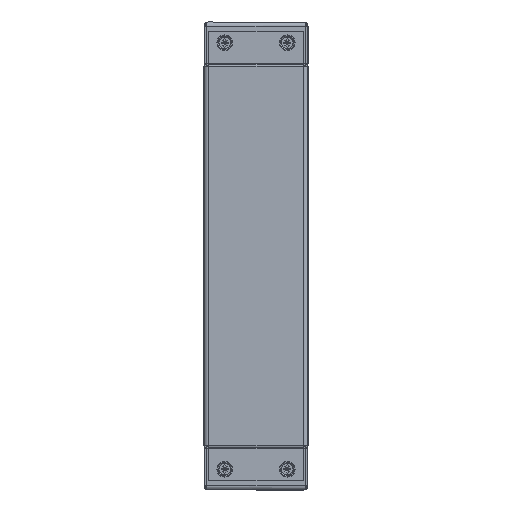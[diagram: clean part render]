
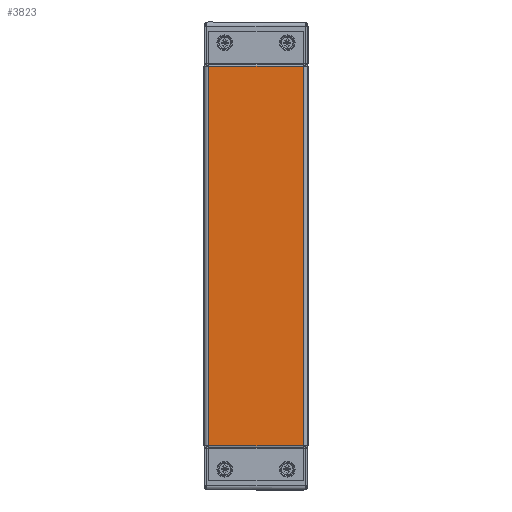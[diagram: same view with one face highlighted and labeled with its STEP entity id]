
A CAD part, left-side view. The second image highlights one B-rep face of the part: STEP entity #3823.
In plain terms, the highlighted face is planar.
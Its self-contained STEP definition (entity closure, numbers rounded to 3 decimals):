
#9 = ORIENTED_EDGE ( 'NONE', *, *, #645, .F. ) ;
#214 = AXIS2_PLACEMENT_3D ( 'NONE', #3483, #9195, #4897 ) ;
#540 = VERTEX_POINT ( 'NONE', #8430 ) ;
#645 = EDGE_CURVE ( 'NONE', #2486, #2384, #6250, .T. ) ;
#789 = CARTESIAN_POINT ( 'NONE',  ( 182.5, -45.241, 0. ) ) ;
#793 = DIRECTION ( 'NONE',  ( -1., 0., 0. ) ) ;
#887 = DIRECTION ( 'NONE',  ( 1., 0., 0. ) ) ;
#976 = LINE ( 'NONE', #1384, #7675 ) ;
#1001 = CARTESIAN_POINT ( 'NONE',  ( 182.5, 50., 0. ) ) ;
#1108 = DIRECTION ( 'NONE',  ( 0., 1., 0. ) ) ;
#1203 = LINE ( 'NONE', #1428, #5772 ) ;
#1246 = ORIENTED_EDGE ( 'NONE', *, *, #4132, .T. ) ;
#1281 = LINE ( 'NONE', #7537, #6186 ) ;
#1307 = CARTESIAN_POINT ( 'NONE',  ( 182.5, -46., 0. ) ) ;
#1321 = LINE ( 'NONE', #3750, #5316 ) ;
#1384 = CARTESIAN_POINT ( 'NONE',  ( -182.5, 50., 0. ) ) ;
#1402 = ORIENTED_EDGE ( 'NONE', *, *, #3667, .T. ) ;
#1428 = CARTESIAN_POINT ( 'NONE',  ( -182.5, 50., 0. ) ) ;
#1854 = LINE ( 'NONE', #1001, #6861 ) ;
#1908 = VERTEX_POINT ( 'NONE', #2837 ) ;
#2143 = CARTESIAN_POINT ( 'NONE',  ( -182.5, -46., 0. ) ) ;
#2258 = CARTESIAN_POINT ( 'NONE',  ( 216., 46., 0. ) ) ;
#2384 = VERTEX_POINT ( 'NONE', #1307 ) ;
#2486 = VERTEX_POINT ( 'NONE', #789 ) ;
#2511 = VECTOR ( 'NONE', #4488, 1000. ) ;
#2754 = CARTESIAN_POINT ( 'NONE',  ( 182.5, -50., 0. ) ) ;
#2837 = CARTESIAN_POINT ( 'NONE',  ( 182.5, 45.241, 0. ) ) ;
#3136 = ORIENTED_EDGE ( 'NONE', *, *, #6829, .F. ) ;
#3483 = CARTESIAN_POINT ( 'NONE',  ( 216., 50., 0. ) ) ;
#3533 = EDGE_CURVE ( 'NONE', #540, #5773, #7594, .T. ) ;
#3608 = DIRECTION ( 'NONE',  ( 0., 1., 0. ) ) ;
#3667 = EDGE_CURVE ( 'NONE', #5358, #2384, #1321, .T. ) ;
#3750 = CARTESIAN_POINT ( 'NONE',  ( -216., -46., 0. ) ) ;
#3787 = VERTEX_POINT ( 'NONE', #7105 ) ;
#3823 = ADVANCED_FACE ( 'NONE', ( #9056 ), #8529, .F. ) ;
#3995 = ORIENTED_EDGE ( 'NONE', *, *, #5468, .F. ) ;
#4132 = EDGE_CURVE ( 'NONE', #8294, #3787, #1203, .T. ) ;
#4488 = DIRECTION ( 'NONE',  ( 0., -1., 0. ) ) ;
#4897 = DIRECTION ( 'NONE',  ( -1., 0., 0. ) ) ;
#5035 = LINE ( 'NONE', #8848, #2511 ) ;
#5316 = VECTOR ( 'NONE', #887, 1000. ) ;
#5358 = VERTEX_POINT ( 'NONE', #2143 ) ;
#5468 = EDGE_CURVE ( 'NONE', #8294, #5773, #976, .T. ) ;
#5636 = ORIENTED_EDGE ( 'NONE', *, *, #7324, .F. ) ;
#5772 = VECTOR ( 'NONE', #7254, 1000. ) ;
#5773 = VERTEX_POINT ( 'NONE', #6231 ) ;
#5991 = DIRECTION ( 'NONE',  ( 0., -1., 0. ) ) ;
#6111 = CARTESIAN_POINT ( 'NONE',  ( -182.5, 45.241, 0. ) ) ;
#6186 = VECTOR ( 'NONE', #1108, 1000. ) ;
#6231 = CARTESIAN_POINT ( 'NONE',  ( -182.5, 46., 0. ) ) ;
#6250 = LINE ( 'NONE', #2754, #9088 ) ;
#6444 = ORIENTED_EDGE ( 'NONE', *, *, #3533, .T. ) ;
#6792 = EDGE_CURVE ( 'NONE', #540, #1908, #5035, .T. ) ;
#6816 = EDGE_LOOP ( 'NONE', ( #5636, #8313, #6444, #3995, #1246, #3136, #1402, #9 ) ) ;
#6829 = EDGE_CURVE ( 'NONE', #5358, #3787, #1281, .T. ) ;
#6861 = VECTOR ( 'NONE', #5991, 1000. ) ;
#7006 = DIRECTION ( 'NONE',  ( 0., -1., 0. ) ) ;
#7105 = CARTESIAN_POINT ( 'NONE',  ( -182.5, -45.241, 0. ) ) ;
#7254 = DIRECTION ( 'NONE',  ( 0., -1., 0. ) ) ;
#7324 = EDGE_CURVE ( 'NONE', #1908, #2486, #1854, .T. ) ;
#7537 = CARTESIAN_POINT ( 'NONE',  ( -182.5, -50., 0. ) ) ;
#7594 = LINE ( 'NONE', #2258, #8725 ) ;
#7675 = VECTOR ( 'NONE', #3608, 1000. ) ;
#8294 = VERTEX_POINT ( 'NONE', #6111 ) ;
#8313 = ORIENTED_EDGE ( 'NONE', *, *, #6792, .F. ) ;
#8430 = CARTESIAN_POINT ( 'NONE',  ( 182.5, 46., 0. ) ) ;
#8529 = PLANE ( 'NONE',  #214 ) ;
#8725 = VECTOR ( 'NONE', #793, 1000. ) ;
#8848 = CARTESIAN_POINT ( 'NONE',  ( 182.5, 50., 0. ) ) ;
#9056 = FACE_OUTER_BOUND ( 'NONE', #6816, .T. ) ;
#9088 = VECTOR ( 'NONE', #7006, 1000. ) ;
#9195 = DIRECTION ( 'NONE',  ( 0., 0., -1. ) ) ;
